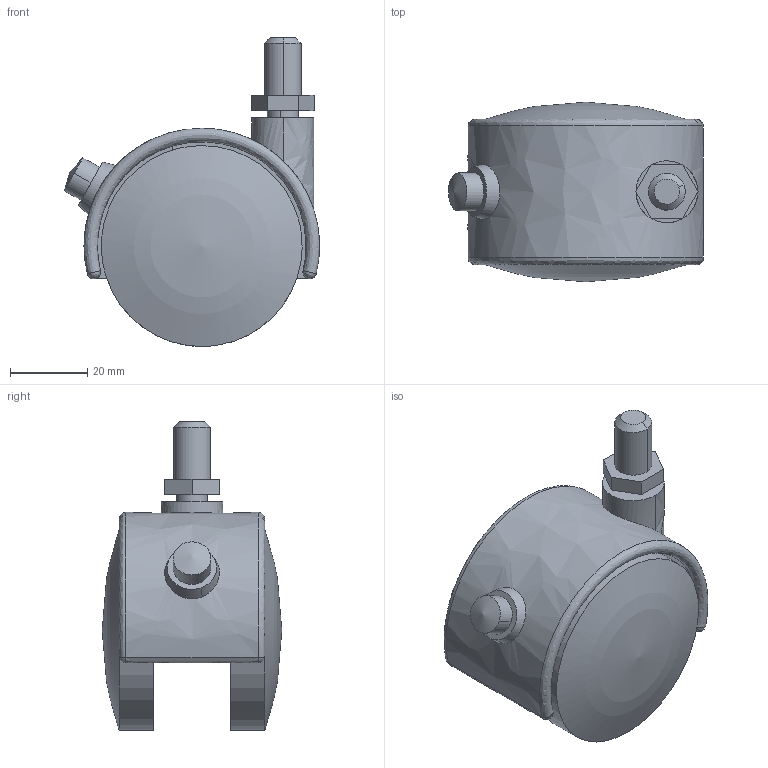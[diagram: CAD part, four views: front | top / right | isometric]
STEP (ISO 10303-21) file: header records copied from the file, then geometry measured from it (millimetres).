
FILE_DESCRIPTION((''),'2;1');
FILE_NAME('','2005-12-16T13:24:10',(''),(''),'','CADfix','');
FILE_SCHEMA(('AUTOMOTIVE_DESIGN'));
Length unit declared in the file: millimetre
Products named in the file (4): wheel; main shaft; body; TK50N3S_4787_36
Assembly tree (4 placements, depth 2):
  TK50N3S_4787_36
    wheel  x2
    main shaft
    body
Bounding box: 66.05 x 46.5 x 80 mm (x, y, z)
Volume: 69178.6 mm3; surface area: 30166.1 mm2
Topology: 4 solids, 4 shells, 100 faces, 295 edges, 213 vertices
Faces by surface type: bspline 100
Entity records: 3767 total; most frequent: CARTESIAN_POINT 2265, ORIENTED_EDGE 510, EDGE_CURVE 255, VERTEX_POINT 181, QUASI_UNIFORM_CURVE 106, EDGE_LOOP 98, FACE_OUTER_BOUND 87, ADVANCED_FACE 87
